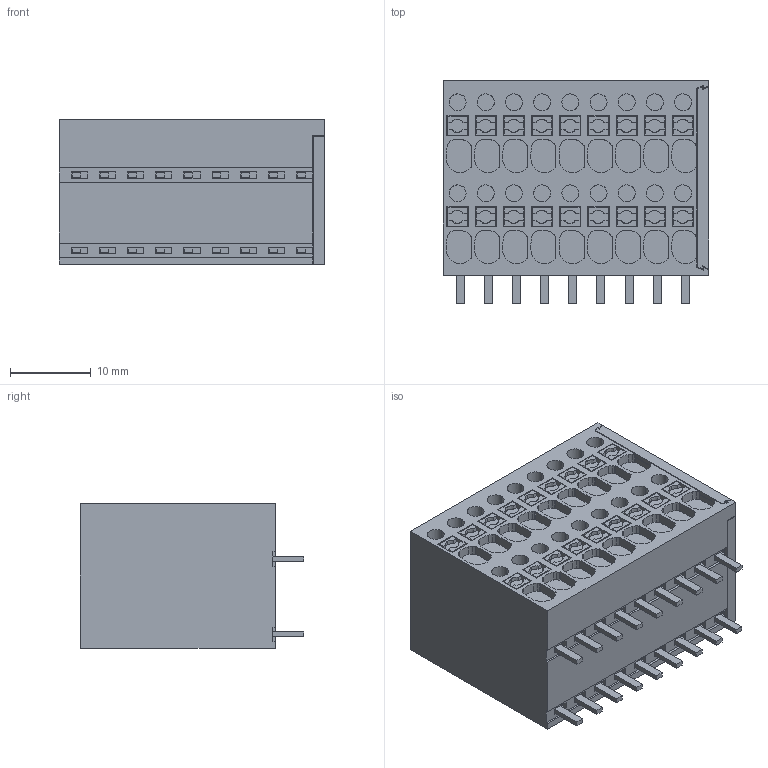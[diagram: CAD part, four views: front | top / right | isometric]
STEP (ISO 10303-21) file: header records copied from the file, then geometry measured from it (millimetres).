
FILE_DESCRIPTION(('CATIA V5R24 STEP','CAx-IF Rec.Pracs.--- Model Styling and Organization---1.2---2011-12-15'),'2;1');
FILE_NAME ('D1461289_0_2001010000_2001010000.stp','2017-04-11T08:47:37+00:00',('none'),('Weidmueller'),'CATIA Version 5-6 Release 2014 SP4 HF52','CATIA V5 STEP AP214','none');
FILE_SCHEMA(('AUTOMOTIVE_DESIGN { 1 0 10303 214 1 1 1 1 }'));
Length unit declared in the file: millimetre
Products named in the file (1): 2001010000_S
Bounding box: 33 x 27.7 x 18 mm (x, y, z)
Volume: 13915.9 mm3; surface area: 5687.2 mm2
Topology: 37 solids, 37 shells, 884 faces, 2242 edges, 1496 vertices
Faces by surface type: plane 668, cylinder 144, cone 72
Entity records: 26760 total; most frequent: CARTESIAN_POINT 6181, ORIENTED_EDGE 4484, DIRECTION 3344, EDGE_CURVE 2242, VECTOR 1738, LINE 1738, VERTEX_POINT 1496, AXIS2_PLACEMENT_3D 955
